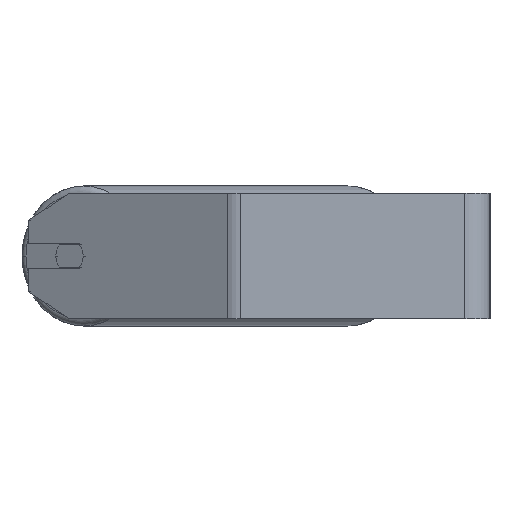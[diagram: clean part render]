
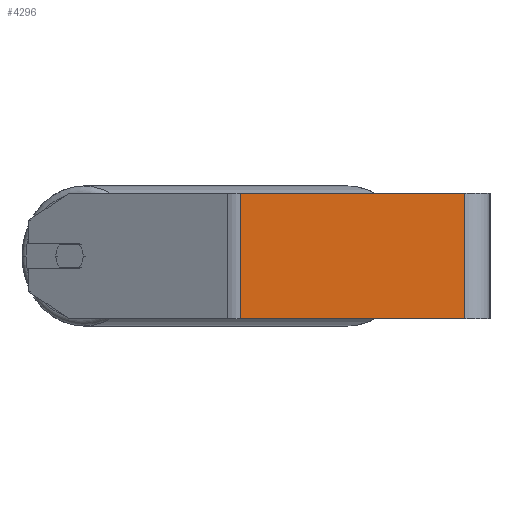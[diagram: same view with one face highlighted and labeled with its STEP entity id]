
A CAD part, left-side view. The second image highlights one B-rep face of the part: STEP entity #4296.
In plain terms, the highlighted planar face has unit normal (-1, 0, 0).
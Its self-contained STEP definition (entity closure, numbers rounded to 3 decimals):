
#108 = FACE_OUTER_BOUND ( 'NONE', #5069, .T. ) ;
#502 = CARTESIAN_POINT ( 'NONE',  ( -395., 16., 40. ) ) ;
#781 = LINE ( 'NONE', #1864, #3716 ) ;
#1075 = ORIENTED_EDGE ( 'NONE', *, *, #5230, .T. ) ;
#1370 = CARTESIAN_POINT ( 'NONE',  ( -395., 163.024, 40. ) ) ;
#1392 = VERTEX_POINT ( 'NONE', #5227 ) ;
#1651 = CARTESIAN_POINT ( 'NONE',  ( -395., 163.024, 40. ) ) ;
#1864 = CARTESIAN_POINT ( 'NONE',  ( -395., 163.024, -40. ) ) ;
#1921 = VERTEX_POINT ( 'NONE', #5321 ) ;
#2102 = DIRECTION ( 'NONE',  ( 0., 0., -1. ) ) ;
#2208 = DIRECTION ( 'NONE',  ( 1., 0., 0. ) ) ;
#2250 = PLANE ( 'NONE',  #3921 ) ;
#2400 = CARTESIAN_POINT ( 'NONE',  ( -395., 158.736, 40. ) ) ;
#2516 = VERTEX_POINT ( 'NONE', #2991 ) ;
#2926 = DIRECTION ( 'NONE',  ( 0., -1., 0. ) ) ;
#2991 = CARTESIAN_POINT ( 'NONE',  ( -395., 158.736, -40. ) ) ;
#3424 = DIRECTION ( 'NONE',  ( 0., 0., -1. ) ) ;
#3491 = VECTOR ( 'NONE', #5769, 1000. ) ;
#3682 = EDGE_CURVE ( 'NONE', #4878, #2516, #6122, .T. ) ;
#3716 = VECTOR ( 'NONE', #2926, 1000. ) ;
#3921 = AXIS2_PLACEMENT_3D ( 'NONE', #1651, #2208, #2102 ) ;
#3968 = ORIENTED_EDGE ( 'NONE', *, *, #5731, .F. ) ;
#4283 = VECTOR ( 'NONE', #3424, 1000. ) ;
#4296 = ADVANCED_FACE ( 'NONE', ( #108 ), #2250, .F. ) ;
#4522 = VECTOR ( 'NONE', #5092, 1000. ) ;
#4878 = VERTEX_POINT ( 'NONE', #6721 ) ;
#5069 = EDGE_LOOP ( 'NONE', ( #1075, #6274, #3968, #5251 ) ) ;
#5092 = DIRECTION ( 'NONE',  ( 0., -1., 0. ) ) ;
#5158 = LINE ( 'NONE', #1370, #4522 ) ;
#5227 = CARTESIAN_POINT ( 'NONE',  ( -395., 16., 40. ) ) ;
#5230 = EDGE_CURVE ( 'NONE', #2516, #1921, #781, .T. ) ;
#5251 = ORIENTED_EDGE ( 'NONE', *, *, #3682, .T. ) ;
#5321 = CARTESIAN_POINT ( 'NONE',  ( -395., 16., -40. ) ) ;
#5396 = EDGE_CURVE ( 'NONE', #1392, #1921, #5833, .T. ) ;
#5731 = EDGE_CURVE ( 'NONE', #4878, #1392, #5158, .T. ) ;
#5769 = DIRECTION ( 'NONE',  ( 0., 0., -1. ) ) ;
#5833 = LINE ( 'NONE', #502, #3491 ) ;
#6122 = LINE ( 'NONE', #2400, #4283 ) ;
#6274 = ORIENTED_EDGE ( 'NONE', *, *, #5396, .F. ) ;
#6721 = CARTESIAN_POINT ( 'NONE',  ( -395., 158.736, 40. ) ) ;
